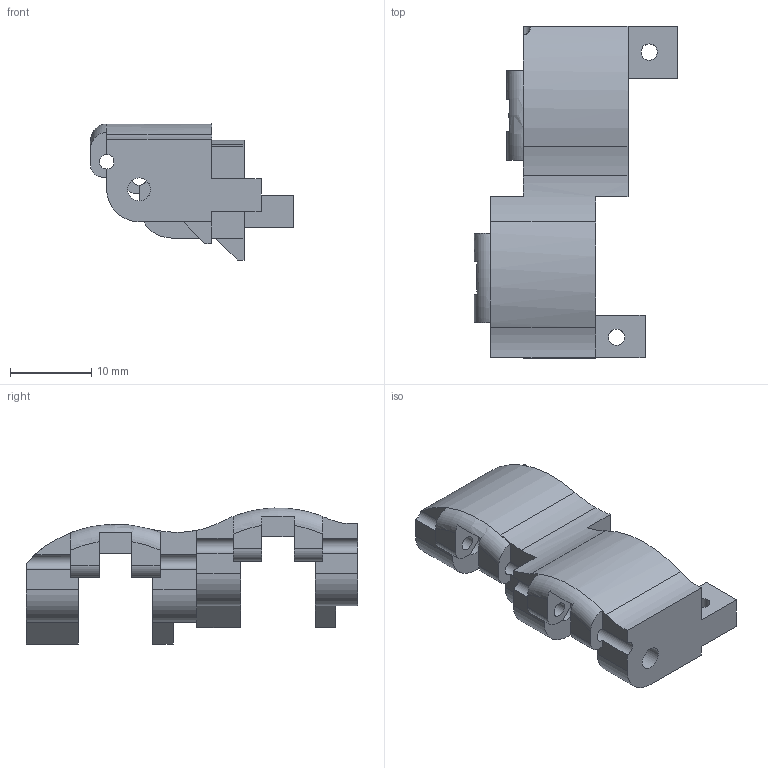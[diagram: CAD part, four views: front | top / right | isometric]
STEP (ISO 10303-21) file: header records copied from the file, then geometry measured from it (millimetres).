
FILE_DESCRIPTION(/* description */ (''),/* implementation_level */ '2;1');
FILE_NAME(/* name */ 'Finger_Mounts1.step',/* time_stamp */ '2019-01-12T21:49:37+01:00',/* author */ (''),/* organization */ (''),/* preprocessor_version */ 'ST-DEVELOPER v17.2',/* originating_system */ 'Autodesk Translation Framework v7.6.0.251',/* authorisation */ '');
FILE_SCHEMA (('AUTOMOTIVE_DESIGN { 1 0 10303 214 3 1 1 }'));
Length unit declared in the file: millimetre
Products named in the file (1): FusionComponent
Bounding box: 25 x 40.85 x 16.74 mm (x, y, z)
Volume: 4024.8 mm3; surface area: 3208.1 mm2
Topology: 1 solids, 1 shells, 99 faces, 294 edges, 193 vertices
Faces by surface type: plane 74, cylinder 23, torus 2
Full cylindrical faces by diameter (mm): 1.8 x4, 2 x2, 2.8 x4
Entity records: 3437 total; most frequent: CARTESIAN_POINT 666, ORIENTED_EDGE 588, DIRECTION 551, EDGE_CURVE 294, LINE 215, VECTOR 215, VERTEX_POINT 193, AXIS2_PLACEMENT_3D 168
